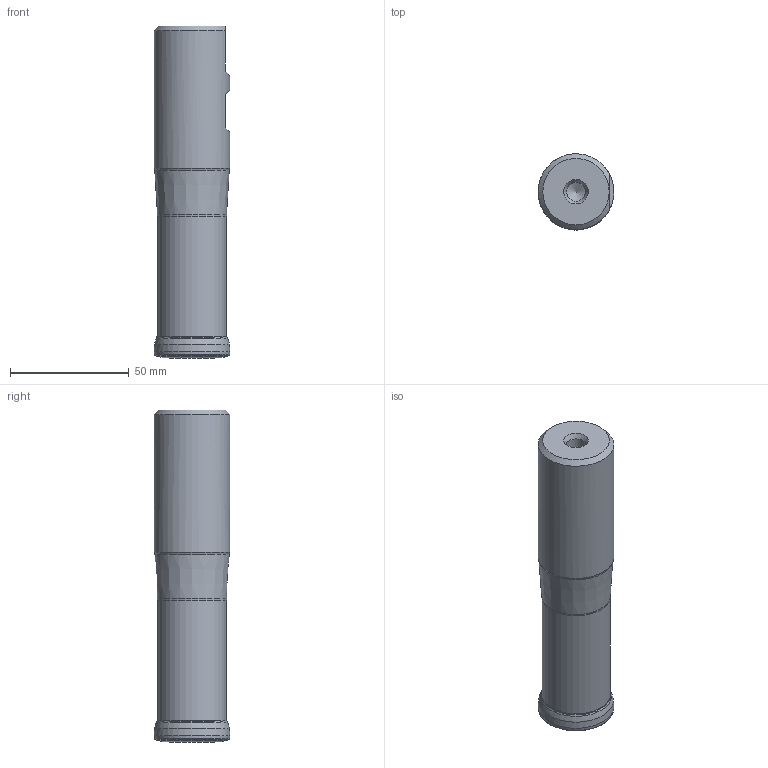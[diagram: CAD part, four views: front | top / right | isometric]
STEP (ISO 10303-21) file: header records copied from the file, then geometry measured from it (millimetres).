
FILE_DESCRIPTION(/* description */ (''),/* implementation_level */ '2;1');
FILE_NAME(/* name */ '32E2R080B32_SZD09_C_115009673ndi000_00_SIM.stp',/* time_stamp */ '2019-12-18T12:25:32+01:00',/* author */ (''),/* organization */ (''),/* preprocessor_version */ 'ST-DEVELOPER v16.7',/* originating_system */ 'SIEMENS PLM Software NX 12.0',/* authorisation */ '');
FILE_SCHEMA (('AUTOMOTIVE_DESIGN { 1 0 10303 214 3 1 1 1 }'));
Length unit declared in the file: millimetre
Products named in the file (1): hc720AB0E6B5oznu
Bounding box: 32 x 32 x 140 mm (x, y, z)
Volume: 99863.7 mm3; surface area: 19891.4 mm2
Topology: 2 solids, 2 shells, 51 faces, 115 edges, 67 vertices
Faces by surface type: revolution 28, cone 7, plane 7, torus 5, cylinder 3, bspline 1
Full cylindrical faces by diameter (mm): 8 x1, 29.074 x1, 32 x1
Entity records: 1333 total; most frequent: CARTESIAN_POINT 417, DIRECTION 169, ORIENTED_EDGE 114, EDGE_LOOP 95, FACE_BOUND 89, AXIS2_PLACEMENT_3D 67, EDGE_CURVE 57, VERTEX_POINT 53
